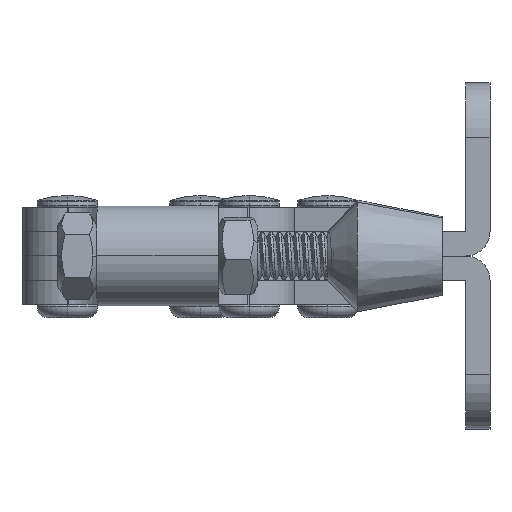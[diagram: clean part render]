
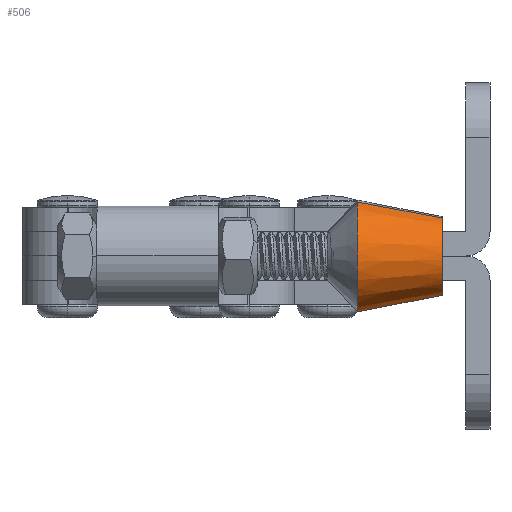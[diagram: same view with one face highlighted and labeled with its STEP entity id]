
A CAD part, left-side view. The second image highlights one B-rep face of the part: STEP entity #506.
In plain terms, the highlighted conical face has half-angle 11.113 degrees and reference radius 9.25 mm.
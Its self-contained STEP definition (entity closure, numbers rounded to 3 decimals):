
#210 = DIRECTION ( 'NONE',  ( 0., 0., 1. ) ) ;
#298 = EDGE_LOOP ( 'NONE', ( #3550, #20587, #16525, #4171 ) ) ;
#437 = EDGE_CURVE ( 'NONE', #5646, #23934, #16772, .T. ) ;
#477 = CIRCLE ( 'NONE', #26351, 9.25 ) ;
#506 = ADVANCED_FACE ( 'NONE', ( #8047 ), #7237, .T. ) ;
#1316 = VECTOR ( 'NONE', #8271, 1000. ) ;
#1964 = VECTOR ( 'NONE', #28288, 1000. ) ;
#2744 = CARTESIAN_POINT ( 'NONE',  ( 0., 0., 5.5 ) ) ;
#3550 = ORIENTED_EDGE ( 'NONE', *, *, #32551, .F. ) ;
#4171 = ORIENTED_EDGE ( 'NONE', *, *, #32629, .F. ) ;
#4452 = CARTESIAN_POINT ( 'NONE',  ( 0., 0., -8.5 ) ) ;
#5637 = DIRECTION ( 'NONE',  ( 0., 0., 1. ) ) ;
#5646 = VERTEX_POINT ( 'NONE', #9239 ) ;
#7237 = CONICAL_SURFACE ( 'NONE', #30076, 9.25, 0.194 ) ;
#7705 = EDGE_CURVE ( 'NONE', #23934, #16634, #10643, .T. ) ;
#8047 = FACE_OUTER_BOUND ( 'NONE', #298, .T. ) ;
#8271 = DIRECTION ( 'NONE',  ( 0., 0.193, 0.981 ) ) ;
#8734 = CARTESIAN_POINT ( 'NONE',  ( 0., 0., 5.5 ) ) ;
#9239 = CARTESIAN_POINT ( 'NONE',  ( 0., 6.5, -8.5 ) ) ;
#9820 = CARTESIAN_POINT ( 'NONE',  ( 0., -6.5, -8.5 ) ) ;
#10604 = DIRECTION ( 'NONE',  ( 0., -1., 0. ) ) ;
#10643 = LINE ( 'NONE', #30916, #1964 ) ;
#11391 = DIRECTION ( 'NONE',  ( 0., -1., 0. ) ) ;
#14237 = CARTESIAN_POINT ( 'NONE',  ( 0., -9.25, 5.5 ) ) ;
#16525 = ORIENTED_EDGE ( 'NONE', *, *, #7705, .T. ) ;
#16634 = VERTEX_POINT ( 'NONE', #14237 ) ;
#16772 = CIRCLE ( 'NONE', #21291, 6.5 ) ;
#17044 = LINE ( 'NONE', #29366, #1316 ) ;
#19948 = CARTESIAN_POINT ( 'NONE',  ( 0., 9.25, 5.5 ) ) ;
#20587 = ORIENTED_EDGE ( 'NONE', *, *, #437, .T. ) ;
#21291 = AXIS2_PLACEMENT_3D ( 'NONE', #4452, #210, #33565 ) ;
#23523 = VERTEX_POINT ( 'NONE', #19948 ) ;
#23934 = VERTEX_POINT ( 'NONE', #9820 ) ;
#26351 = AXIS2_PLACEMENT_3D ( 'NONE', #8734, #27180, #11391 ) ;
#27180 = DIRECTION ( 'NONE',  ( 0., 0., 1. ) ) ;
#28288 = DIRECTION ( 'NONE',  ( 0., -0.193, 0.981 ) ) ;
#29366 = CARTESIAN_POINT ( 'NONE',  ( 0., 9.25, 5.5 ) ) ;
#30076 = AXIS2_PLACEMENT_3D ( 'NONE', #2744, #5637, #10604 ) ;
#30916 = CARTESIAN_POINT ( 'NONE',  ( 0., -9.25, 5.5 ) ) ;
#32551 = EDGE_CURVE ( 'NONE', #5646, #23523, #17044, .T. ) ;
#32629 = EDGE_CURVE ( 'NONE', #23523, #16634, #477, .T. ) ;
#33565 = DIRECTION ( 'NONE',  ( 0., -1., 0. ) ) ;
